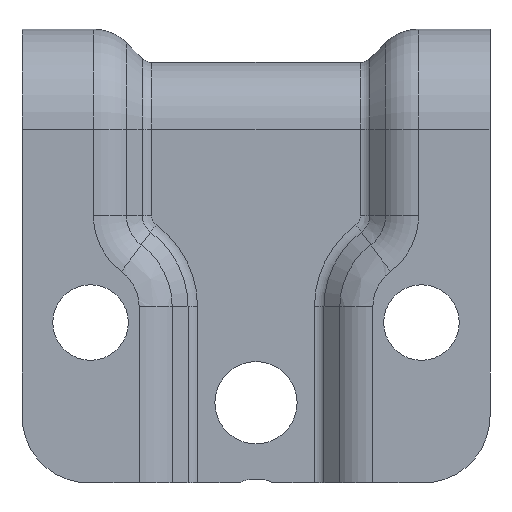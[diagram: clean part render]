
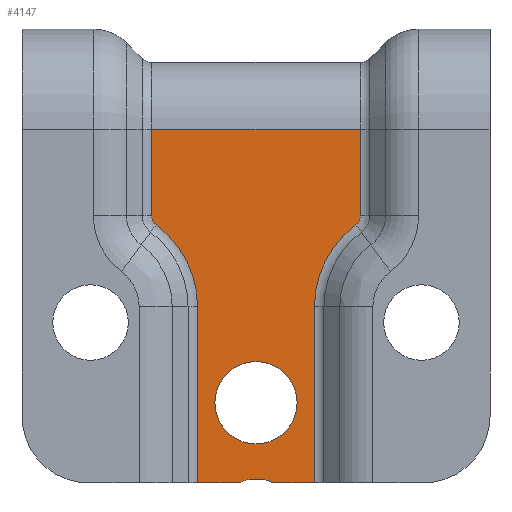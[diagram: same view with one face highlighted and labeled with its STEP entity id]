
A CAD part, front view. The second image highlights one B-rep face of the part: STEP entity #4147.
In plain terms, the highlighted planar face has unit normal (0, -1, 0).
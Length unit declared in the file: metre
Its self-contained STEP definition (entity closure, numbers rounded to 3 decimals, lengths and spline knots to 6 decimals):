
#24=FACE_BOUND('',#595,.T.);
#135=PLANE('',#4560);
#350=FACE_OUTER_BOUND('',#594,.T.);
#594=EDGE_LOOP('',(#3454,#3455,#3456,#3457,#3458,#3459,#3460,#3461,#3462,
#3463,#3464,#3465,#3466,#3467,#3468));
#595=EDGE_LOOP('',(#3469,#3470));
#717=CIRCLE('',#4290,0.0017);
#737=CIRCLE('',#4326,0.0017);
#830=CIRCLE('',#4500,0.0153);
#831=CIRCLE('',#4505,0.0153);
#849=CIRCLE('',#4538,0.002);
#851=CIRCLE('',#4541,0.002);
#853=CIRCLE('',#4544,0.002);
#858=CIRCLE('',#4561,0.00615);
#859=CIRCLE('',#4562,0.00615);
#1069=LINE('',#6630,#1477);
#1071=LINE('',#6636,#1479);
#1072=LINE('',#6638,#1480);
#1073=LINE('',#6640,#1481);
#1075=LINE('',#6650,#1483);
#1144=LINE('',#6859,#1552);
#1145=LINE('',#6860,#1553);
#1146=LINE('',#6861,#1554);
#1477=VECTOR('',#5347,0.026362);
#1479=VECTOR('',#5357,0.0129);
#1480=VECTOR('',#5360,0.031201);
#1481=VECTOR('',#5363,0.0129);
#1483=VECTOR('',#5375,0.026362);
#1552=VECTOR('',#5548,0.005814);
#1553=VECTOR('',#5549,0.006427);
#1554=VECTOR('',#5550,0.002);
#1757=VERTEX_POINT('',#6079);
#1759=VERTEX_POINT('',#6083);
#1789=VERTEX_POINT('',#6186);
#1791=VERTEX_POINT('',#6190);
#1844=VERTEX_POINT('',#6356);
#1845=VERTEX_POINT('',#6360);
#1917=VERTEX_POINT('',#6627);
#1918=VERTEX_POINT('',#6629);
#1919=VERTEX_POINT('',#6642);
#1920=VERTEX_POINT('',#6646);
#1935=VERTEX_POINT('',#6724);
#1936=VERTEX_POINT('',#6725);
#1940=VERTEX_POINT('',#6734);
#1941=VERTEX_POINT('',#6736);
#1943=VERTEX_POINT('',#6742);
#1992=VERTEX_POINT('',#6862);
#1993=VERTEX_POINT('',#6863);
#2151=EDGE_CURVE('',#1757,#1759,#717,.T.);
#2201=EDGE_CURVE('',#1789,#1791,#737,.T.);
#2414=EDGE_CURVE('',#1917,#1918,#1069,.T.);
#2417=EDGE_CURVE('',#1918,#1759,#830,.T.);
#2418=EDGE_CURVE('',#1757,#1845,#1071,.T.);
#2419=EDGE_CURVE('',#1845,#1844,#1072,.T.);
#2420=EDGE_CURVE('',#1844,#1791,#1073,.T.);
#2421=EDGE_CURVE('',#1789,#1919,#831,.T.);
#2425=EDGE_CURVE('',#1919,#1920,#1075,.T.);
#2454=EDGE_CURVE('',#1935,#1936,#849,.T.);
#2459=EDGE_CURVE('',#1940,#1941,#851,.T.);
#2463=EDGE_CURVE('',#1943,#1935,#853,.F.);
#2518=EDGE_CURVE('',#1920,#1943,#1144,.T.);
#2519=EDGE_CURVE('',#1941,#1917,#1145,.T.);
#2520=EDGE_CURVE('',#1940,#1936,#1146,.T.);
#2521=EDGE_CURVE('',#1992,#1993,#858,.T.);
#2522=EDGE_CURVE('',#1993,#1992,#859,.T.);
#3454=ORIENTED_EDGE('',*,*,#2463,.F.);
#3455=ORIENTED_EDGE('',*,*,#2518,.F.);
#3456=ORIENTED_EDGE('',*,*,#2425,.F.);
#3457=ORIENTED_EDGE('',*,*,#2421,.F.);
#3458=ORIENTED_EDGE('',*,*,#2201,.T.);
#3459=ORIENTED_EDGE('',*,*,#2420,.F.);
#3460=ORIENTED_EDGE('',*,*,#2419,.F.);
#3461=ORIENTED_EDGE('',*,*,#2418,.F.);
#3462=ORIENTED_EDGE('',*,*,#2151,.T.);
#3463=ORIENTED_EDGE('',*,*,#2417,.F.);
#3464=ORIENTED_EDGE('',*,*,#2414,.F.);
#3465=ORIENTED_EDGE('',*,*,#2519,.F.);
#3466=ORIENTED_EDGE('',*,*,#2459,.F.);
#3467=ORIENTED_EDGE('',*,*,#2520,.T.);
#3468=ORIENTED_EDGE('',*,*,#2454,.F.);
#3469=ORIENTED_EDGE('',*,*,#2521,.F.);
#3470=ORIENTED_EDGE('',*,*,#2522,.F.);
#4147=ADVANCED_FACE('',(#350,#24),#135,.F.);
#4290=AXIS2_PLACEMENT_3D('',#6085,#4780,#4781);
#4326=AXIS2_PLACEMENT_3D('',#6192,#4882,#4883);
#4500=AXIS2_PLACEMENT_3D('',#6634,#5353,#5354);
#4505=AXIS2_PLACEMENT_3D('',#6643,#5366,#5367);
#4538=AXIS2_PLACEMENT_3D('',#6726,#5447,#5448);
#4541=AXIS2_PLACEMENT_3D('',#6737,#5456,#5457);
#4544=AXIS2_PLACEMENT_3D('',#6745,#5464,#5465);
#4560=AXIS2_PLACEMENT_3D('',#6858,#5546,#5547);
#4561=AXIS2_PLACEMENT_3D('',#6864,#5551,#5552);
#4562=AXIS2_PLACEMENT_3D('',#6865,#5553,#5554);
#4780=DIRECTION('center_axis',(0.,-1.,0.));
#4781=DIRECTION('ref_axis',(-0.597,0.,-0.802));
#4882=DIRECTION('center_axis',(0.,-1.,0.));
#4883=DIRECTION('ref_axis',(1.,0.,0.));
#5347=DIRECTION('',(0.,0.,1.));
#5353=DIRECTION('center_axis',(0.,-1.,0.));
#5354=DIRECTION('ref_axis',(0.597,0.,0.802));
#5357=DIRECTION('',(0.,0.,1.));
#5360=DIRECTION('',(1.,0.,0.));
#5363=DIRECTION('',(0.,0.,-1.));
#5366=DIRECTION('center_axis',(0.,-1.,0.));
#5367=DIRECTION('ref_axis',(-1.,0.,0.));
#5375=DIRECTION('',(0.,0.,-1.));
#5447=DIRECTION('center_axis',(0.,-1.,0.));
#5448=DIRECTION('ref_axis',(0.,0.,-1.));
#5456=DIRECTION('center_axis',(0.,-1.,0.));
#5457=DIRECTION('ref_axis',(0.,0.,-1.));
#5464=DIRECTION('center_axis',(0.,-1.,0.));
#5465=DIRECTION('ref_axis',(0.,0.,-1.));
#5546=DIRECTION('center_axis',(0.,1.,0.));
#5547=DIRECTION('ref_axis',(0.,0.,1.));
#5548=DIRECTION('',(-1.,0.,0.));
#5549=DIRECTION('',(-1.,0.,0.));
#5550=DIRECTION('',(1.,0.,0.));
#5551=DIRECTION('center_axis',(0.,-1.,0.));
#5552=DIRECTION('ref_axis',(0.,0.,-1.));
#5553=DIRECTION('center_axis',(0.,-1.,0.));
#5554=DIRECTION('ref_axis',(0.,0.,-1.));
#6079=CARTESIAN_POINT('',(-0.015601,-0.115,-0.0179));
#6083=CARTESIAN_POINT('',(-0.014915,-0.115,-0.019264));
#6085=CARTESIAN_POINT('Origin',(-0.013901,-0.115,-0.0179));
#6186=CARTESIAN_POINT('',(0.014915,-0.115,-0.019264));
#6190=CARTESIAN_POINT('',(0.015601,-0.115,-0.0179));
#6192=CARTESIAN_POINT('Origin',(0.013901,-0.115,-0.0179));
#6356=CARTESIAN_POINT('',(0.015601,-0.115,-0.005));
#6360=CARTESIAN_POINT('',(-0.015601,-0.115,-0.005));
#6627=CARTESIAN_POINT('',(-0.00875,-0.115,-0.0579));
#6629=CARTESIAN_POINT('',(-0.00875,-0.115,-0.031538));
#6630=CARTESIAN_POINT('',(-0.00875,-0.115,-0.0579));
#6634=CARTESIAN_POINT('Origin',(-0.02405,-0.115,
-0.031538));
#6636=CARTESIAN_POINT('',(-0.015601,-0.115,-0.0179));
#6638=CARTESIAN_POINT('',(-0.015601,-0.115,-0.005));
#6640=CARTESIAN_POINT('',(0.015601,-0.115,-0.005));
#6642=CARTESIAN_POINT('',(0.00875,-0.115,-0.031538));
#6643=CARTESIAN_POINT('Origin',(0.02405,-0.115,-0.031538));
#6646=CARTESIAN_POINT('',(0.00875,-0.115,-0.0579));
#6650=CARTESIAN_POINT('',(0.00875,-0.115,-0.031538));
#6724=CARTESIAN_POINT('',(0.001968,-0.115,-0.05765));
#6725=CARTESIAN_POINT('',(0.001,-0.115,-0.0574));
#6726=CARTESIAN_POINT('Origin',(0.001,-0.115,-0.0594));
#6734=CARTESIAN_POINT('',(-0.001,-0.115,-0.0574));
#6736=CARTESIAN_POINT('',(-0.002323,-0.115,-0.0579));
#6737=CARTESIAN_POINT('Origin',(-0.001,-0.115,-0.0594));
#6742=CARTESIAN_POINT('',(0.002936,-0.115,-0.0579));
#6745=CARTESIAN_POINT('Origin',(0.002936,-0.115,-0.0559));
#6858=CARTESIAN_POINT('Origin',(-0.015601,-0.115,-0.0579));
#6859=CARTESIAN_POINT('',(0.00875,-0.115,-0.0579));
#6860=CARTESIAN_POINT('',(-0.002323,-0.115,-0.0579));
#6861=CARTESIAN_POINT('',(-0.001,-0.115,-0.0574));
#6862=CARTESIAN_POINT('',(0.,-0.115,-0.05205));
#6863=CARTESIAN_POINT('',(0.,-0.115,-0.03975));
#6864=CARTESIAN_POINT('Origin',(0.,-0.115,-0.0459));
#6865=CARTESIAN_POINT('Origin',(0.,-0.115,-0.0459));
